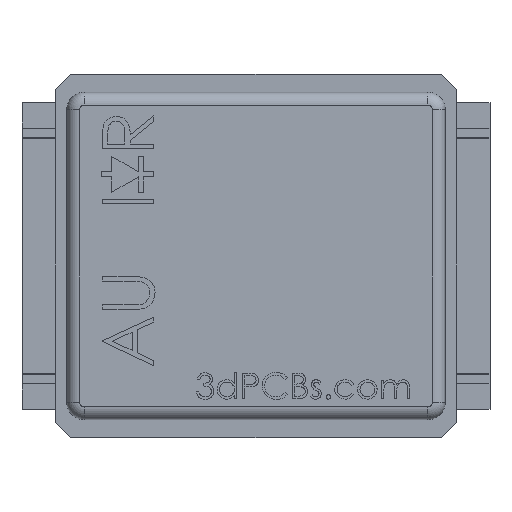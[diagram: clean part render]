
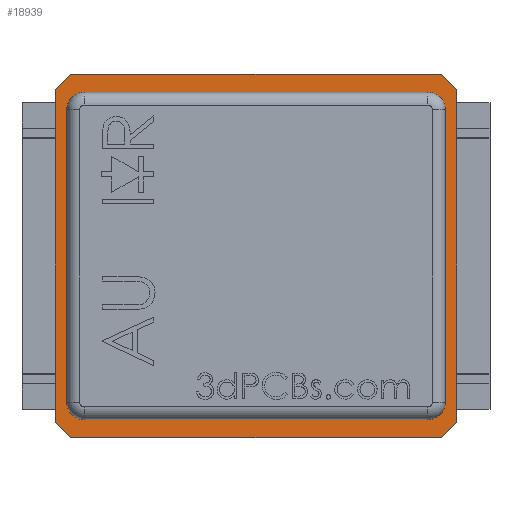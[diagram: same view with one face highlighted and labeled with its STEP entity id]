
A CAD part, top view. The second image highlights one B-rep face of the part: STEP entity #18939.
In plain terms, the highlighted planar face has unit normal (0, 0, 1).
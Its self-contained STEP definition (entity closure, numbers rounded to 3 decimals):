
#349 = EDGE_CURVE ( 'NONE', #17533, #15552, #7530, .T. ) ;
#481 = VECTOR ( 'NONE', #6427, 1000. ) ;
#525 = AXIS2_PLACEMENT_3D ( 'NONE', #19883, #10416, #894 ) ;
#556 = CIRCLE ( 'NONE', #17999, 0.34 ) ;
#714 = VERTEX_POINT ( 'NONE', #7464 ) ;
#894 = DIRECTION ( 'NONE',  ( 1., 0., 0. ) ) ;
#896 = DIRECTION ( 'NONE',  ( 1., 0., 0. ) ) ;
#921 = EDGE_CURVE ( 'NONE', #13803, #8280, #2692, .T. ) ;
#1170 = CARTESIAN_POINT ( 'NONE',  ( -3.36, -3.2, 0.5 ) ) ;
#1400 = EDGE_CURVE ( 'NONE', #8722, #13514, #17467, .T. ) ;
#1469 = VERTEX_POINT ( 'NONE', #10736 ) ;
#1556 = CARTESIAN_POINT ( 'NONE',  ( 3.7, -2.86, 0.5 ) ) ;
#1605 = CARTESIAN_POINT ( 'NONE',  ( -3.36, 3.2, 0.5 ) ) ;
#1914 = ORIENTED_EDGE ( 'NONE', *, *, #921, .T. ) ;
#2038 = EDGE_CURVE ( 'NONE', #13514, #17803, #14708, .T. ) ;
#2087 = ORIENTED_EDGE ( 'NONE', *, *, #4619, .F. ) ;
#2200 = VERTEX_POINT ( 'NONE', #4913 ) ;
#2381 = CARTESIAN_POINT ( 'NONE',  ( -3.625, 3.55, 0.5 ) ) ;
#2451 = CARTESIAN_POINT ( 'NONE',  ( -3.925, -3.25, 0.5 ) ) ;
#2478 = EDGE_CURVE ( 'NONE', #714, #4185, #14417, .T. ) ;
#2592 = PLANE ( 'NONE',  #8995 ) ;
#2655 = CARTESIAN_POINT ( 'NONE',  ( 0., 7.175, 0.5 ) ) ;
#2692 = LINE ( 'NONE', #18031, #8120 ) ;
#2702 = CARTESIAN_POINT ( 'NONE',  ( -3.925, 3.25, 0.5 ) ) ;
#2748 = DIRECTION ( 'NONE',  ( -1., 0., 0. ) ) ;
#3180 = CARTESIAN_POINT ( 'NONE',  ( 3.925, -3.25, 0.5 ) ) ;
#3285 = VECTOR ( 'NONE', #18819, 1000. ) ;
#4050 = VERTEX_POINT ( 'NONE', #9393 ) ;
#4185 = VERTEX_POINT ( 'NONE', #1605 ) ;
#4192 = VERTEX_POINT ( 'NONE', #11057 ) ;
#4265 = DIRECTION ( 'NONE',  ( 1., 0., 0. ) ) ;
#4619 = EDGE_CURVE ( 'NONE', #7653, #4192, #9697, .T. ) ;
#4877 = EDGE_CURVE ( 'NONE', #1469, #17533, #17342, .T. ) ;
#4913 = CARTESIAN_POINT ( 'NONE',  ( -3.7, 2.86, 0.5 ) ) ;
#4929 = CIRCLE ( 'NONE', #13581, 0.34 ) ;
#4983 = VECTOR ( 'NONE', #13735, 1000. ) ;
#5098 = DIRECTION ( 'NONE',  ( 0., 0., 1. ) ) ;
#5115 = VECTOR ( 'NONE', #15375, 1000. ) ;
#5137 = CARTESIAN_POINT ( 'NONE',  ( -3.7, 2.86, 0.5 ) ) ;
#5407 = VERTEX_POINT ( 'NONE', #1556 ) ;
#5594 = CARTESIAN_POINT ( 'NONE',  ( -3.36, 3.2, 0.5 ) ) ;
#5966 = CARTESIAN_POINT ( 'NONE',  ( 3.7, 2.86, 0.5 ) ) ;
#6059 = VECTOR ( 'NONE', #2748, 1000. ) ;
#6133 = LINE ( 'NONE', #13766, #5115 ) ;
#6134 = EDGE_CURVE ( 'NONE', #17803, #1469, #12054, .T. ) ;
#6427 = DIRECTION ( 'NONE',  ( 0.707, 0.707, 0. ) ) ;
#6642 = CARTESIAN_POINT ( 'NONE',  ( 3.625, 3.55, 0.5 ) ) ;
#7254 = CARTESIAN_POINT ( 'NONE',  ( 3.925, 3.25, 0.5 ) ) ;
#7441 = ORIENTED_EDGE ( 'NONE', *, *, #19551, .F. ) ;
#7464 = CARTESIAN_POINT ( 'NONE',  ( 3.36, 3.2, 0.5 ) ) ;
#7530 = LINE ( 'NONE', #17203, #3285 ) ;
#7653 = VERTEX_POINT ( 'NONE', #13742 ) ;
#7823 = ORIENTED_EDGE ( 'NONE', *, *, #2038, .T. ) ;
#8120 = VECTOR ( 'NONE', #8639, 1000. ) ;
#8280 = VERTEX_POINT ( 'NONE', #2381 ) ;
#8506 = DIRECTION ( 'NONE',  ( 0., 0., 1. ) ) ;
#8581 = ORIENTED_EDGE ( 'NONE', *, *, #20392, .F. ) ;
#8639 = DIRECTION ( 'NONE',  ( -1., 0., 0. ) ) ;
#8722 = VERTEX_POINT ( 'NONE', #13800 ) ;
#8919 = ORIENTED_EDGE ( 'NONE', *, *, #1400, .T. ) ;
#8931 = VERTEX_POINT ( 'NONE', #12411 ) ;
#8936 = CARTESIAN_POINT ( 'NONE',  ( -3.36, -2.86, 0.5 ) ) ;
#8995 = AXIS2_PLACEMENT_3D ( 'NONE', #2655, #13689, #4265 ) ;
#9341 = FACE_OUTER_BOUND ( 'NONE', #19031, .T. ) ;
#9393 = CARTESIAN_POINT ( 'NONE',  ( 3.7, 2.86, 0.5 ) ) ;
#9471 = ORIENTED_EDGE ( 'NONE', *, *, #14032, .F. ) ;
#9697 = LINE ( 'NONE', #1170, #4983 ) ;
#9728 = ORIENTED_EDGE ( 'NONE', *, *, #349, .T. ) ;
#9783 = CARTESIAN_POINT ( 'NONE',  ( -3.925, 3.25, 0.5 ) ) ;
#10072 = ORIENTED_EDGE ( 'NONE', *, *, #4877, .T. ) ;
#10296 = ORIENTED_EDGE ( 'NONE', *, *, #11733, .F. ) ;
#10416 = DIRECTION ( 'NONE',  ( 0., 0., 1. ) ) ;
#10534 = DIRECTION ( 'NONE',  ( 1., 0., 0. ) ) ;
#10549 = VECTOR ( 'NONE', #15414, 1000. ) ;
#10578 = VECTOR ( 'NONE', #15082, 1000. ) ;
#10736 = CARTESIAN_POINT ( 'NONE',  ( 3.625, -3.55, 0.5 ) ) ;
#10746 = LINE ( 'NONE', #9783, #14896 ) ;
#10764 = CARTESIAN_POINT ( 'NONE',  ( 3.925, -3.25, 0.5 ) ) ;
#11038 = LINE ( 'NONE', #5966, #10549 ) ;
#11057 = CARTESIAN_POINT ( 'NONE',  ( 3.36, -3.2, 0.5 ) ) ;
#11113 = ORIENTED_EDGE ( 'NONE', *, *, #17015, .T. ) ;
#11437 = LINE ( 'NONE', #5137, #19365 ) ;
#11733 = EDGE_CURVE ( 'NONE', #4050, #714, #4929, .T. ) ;
#11991 = CARTESIAN_POINT ( 'NONE',  ( -3.625, -3.55, 0.5 ) ) ;
#12054 = LINE ( 'NONE', #11991, #19977 ) ;
#12411 = CARTESIAN_POINT ( 'NONE',  ( -3.7, -2.86, 0.5 ) ) ;
#12698 = EDGE_CURVE ( 'NONE', #15552, #13803, #6133, .T. ) ;
#12857 = DIRECTION ( 'NONE',  ( -0.707, -0.707, 0. ) ) ;
#12895 = CARTESIAN_POINT ( 'NONE',  ( -3.625, -3.55, 0.5 ) ) ;
#13016 = EDGE_LOOP ( 'NONE', ( #9471, #16088, #10296, #13792, #7441, #2087, #14560, #8581 ) ) ;
#13456 = CIRCLE ( 'NONE', #20541, 0.34 ) ;
#13514 = VERTEX_POINT ( 'NONE', #19738 ) ;
#13581 = AXIS2_PLACEMENT_3D ( 'NONE', #14536, #5098, #16139 ) ;
#13689 = DIRECTION ( 'NONE',  ( 0., 0., 1. ) ) ;
#13735 = DIRECTION ( 'NONE',  ( 1., 0., 0. ) ) ;
#13742 = CARTESIAN_POINT ( 'NONE',  ( -3.36, -3.2, 0.5 ) ) ;
#13766 = CARTESIAN_POINT ( 'NONE',  ( 3.925, 3.25, 0.5 ) ) ;
#13792 = ORIENTED_EDGE ( 'NONE', *, *, #19427, .F. ) ;
#13800 = CARTESIAN_POINT ( 'NONE',  ( -3.925, 3.25, 0.5 ) ) ;
#13803 = VERTEX_POINT ( 'NONE', #6642 ) ;
#14032 = EDGE_CURVE ( 'NONE', #4185, #2200, #15419, .T. ) ;
#14417 = LINE ( 'NONE', #5594, #6059 ) ;
#14536 = CARTESIAN_POINT ( 'NONE',  ( 3.36, 2.86, 0.5 ) ) ;
#14560 = ORIENTED_EDGE ( 'NONE', *, *, #19643, .F. ) ;
#14708 = LINE ( 'NONE', #2451, #10578 ) ;
#14896 = VECTOR ( 'NONE', #12857, 1000. ) ;
#15082 = DIRECTION ( 'NONE',  ( 0.707, -0.707, 0. ) ) ;
#15375 = DIRECTION ( 'NONE',  ( -0.707, 0.707, 0. ) ) ;
#15414 = DIRECTION ( 'NONE',  ( 0., 1., 0. ) ) ;
#15419 = CIRCLE ( 'NONE', #525, 0.34 ) ;
#15552 = VERTEX_POINT ( 'NONE', #7254 ) ;
#15621 = ORIENTED_EDGE ( 'NONE', *, *, #12698, .T. ) ;
#16088 = ORIENTED_EDGE ( 'NONE', *, *, #2478, .F. ) ;
#16139 = DIRECTION ( 'NONE',  ( 1., 0., 0. ) ) ;
#16725 = FACE_BOUND ( 'NONE', #13016, .T. ) ;
#16984 = VECTOR ( 'NONE', #19990, 1000. ) ;
#17015 = EDGE_CURVE ( 'NONE', #8280, #8722, #10746, .T. ) ;
#17203 = CARTESIAN_POINT ( 'NONE',  ( 3.925, 3.25, 0.5 ) ) ;
#17342 = LINE ( 'NONE', #3180, #481 ) ;
#17467 = LINE ( 'NONE', #2702, #16984 ) ;
#17533 = VERTEX_POINT ( 'NONE', #10764 ) ;
#17803 = VERTEX_POINT ( 'NONE', #12895 ) ;
#17965 = CARTESIAN_POINT ( 'NONE',  ( 3.36, -2.86, 0.5 ) ) ;
#17999 = AXIS2_PLACEMENT_3D ( 'NONE', #8936, #19989, #10534 ) ;
#18031 = CARTESIAN_POINT ( 'NONE',  ( -3.625, 3.55, 0.5 ) ) ;
#18819 = DIRECTION ( 'NONE',  ( 0., 1., 0. ) ) ;
#18939 = ADVANCED_FACE ( 'NONE', ( #9341, #16725 ), #2592, .T. ) ;
#19031 = EDGE_LOOP ( 'NONE', ( #11113, #8919, #7823, #20307, #10072, #9728, #15621, #1914 ) ) ;
#19365 = VECTOR ( 'NONE', #19453, 1000. ) ;
#19427 = EDGE_CURVE ( 'NONE', #5407, #4050, #11038, .T. ) ;
#19453 = DIRECTION ( 'NONE',  ( 0., -1., 0. ) ) ;
#19551 = EDGE_CURVE ( 'NONE', #4192, #5407, #13456, .T. ) ;
#19564 = DIRECTION ( 'NONE',  ( 1., 0., 0. ) ) ;
#19643 = EDGE_CURVE ( 'NONE', #8931, #7653, #556, .T. ) ;
#19738 = CARTESIAN_POINT ( 'NONE',  ( -3.925, -3.25, 0.5 ) ) ;
#19883 = CARTESIAN_POINT ( 'NONE',  ( -3.36, 2.86, 0.5 ) ) ;
#19977 = VECTOR ( 'NONE', #896, 1000. ) ;
#19989 = DIRECTION ( 'NONE',  ( 0., 0., 1. ) ) ;
#19990 = DIRECTION ( 'NONE',  ( 0., -1., 0. ) ) ;
#20307 = ORIENTED_EDGE ( 'NONE', *, *, #6134, .T. ) ;
#20392 = EDGE_CURVE ( 'NONE', #2200, #8931, #11437, .T. ) ;
#20541 = AXIS2_PLACEMENT_3D ( 'NONE', #17965, #8506, #19564 ) ;
